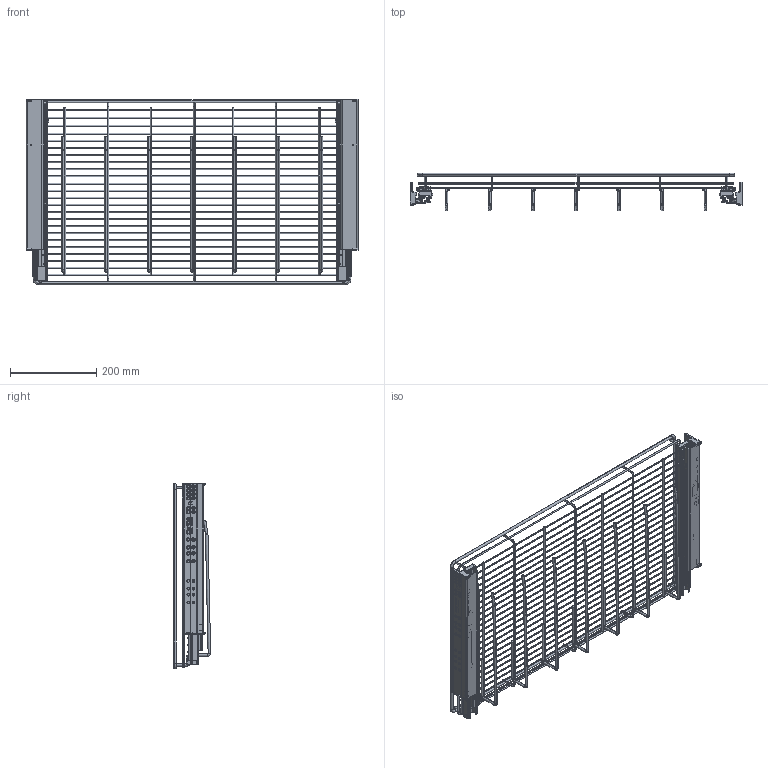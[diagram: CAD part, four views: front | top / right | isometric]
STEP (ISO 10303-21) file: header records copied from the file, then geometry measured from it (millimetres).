
FILE_DESCRIPTION (( 'STEP AP203' ), '1' );
FILE_NAME ('LM 838.STEP', '2023-02-23T06:31:51', ( '' ), ( '' ), 'SwSTEP 2.0', 'SolidWorks 2021', '' );
FILE_SCHEMA (( 'CONFIG_CONTROL_DESIGN' ));
Length unit declared in the file: millimetre
Products named in the file (38): 10882_MirrorDefault; MIDDLER_MU30_16_420.stp_MirrorDefault; DAMPER_HOLDER_BACK.stp_MirrorDefault; PULL_DAMPER-50_ASM.stp_MirrorDefault; PULL_HOOK.stp; MIDDLER_MU30_16_420.stp; PULL_DAMPER-50_ASM.stp; PULL_HOOK.stp_MirrorDefault; DAMPER_TUBE_L.stp_MirrorDefault; PULL_RAIL.stp_MirrorDefault; OUTER_MU30_16_420.stp; OUTER_RAIL_BACK_HOOKER.stp_MirrorDefault; PULL_SPRING_HOOKER_2P_F.stp; 11858_Default<As Machined>; DAMPER_TUBE_L.stp; PULL_SPRING_HOOKER_2P_B.stp_MirrorDefault; PULL_RAIL.stp; LM 838; PULL_PIN.stp; OUTER_MU30_16_420.stp_MirrorDefault; PULL_SPRING_HOOKER_2P_B.stp; DAMPER_HOLDER_BACK.stp; PULL_SPRING_HOOKER_2P_F.stp_MirrorDefault; 12490; INNER_MU30_16_400.stp; PULL-SPRING-M_L.stp_MirrorDefault; 10834_MirrorDefault<As Machined>; DAMPER_01_L_ASM.stp_MirrorDefault; INNER_MU30_16_400.stp_MirrorDefault; DRAWER_HIGH_ADJ_BASE.stp; PULL_PIN.stp_MirrorDefault; 10882; OUTER_RAIL_BACK_HOOKER.stp; 12490_MirrorDefault; PULL-SPRING-M_L.stp; 10834_Default<As Machined>; DAMPER_01_L_ASM.stp; DRAWER_HIGH_ADJ_BASE.stp_MirrorDefault
Assembly tree (39 placements, depth 4):
  LM 838
    11858_Default<As Machined>
    10882
    10834_Default<As Machined>
    10882_MirrorDefault
    10834_MirrorDefault<As Machined>
    12490
      PULL_DAMPER-50_ASM.stp
        PULL_RAIL.stp
        PULL_HOOK.stp
        PULL_SPRING_HOOKER_2P_B.stp
        PULL-SPRING-M_L.stp  x2
        PULL_SPRING_HOOKER_2P_F.stp
      DAMPER_01_L_ASM.stp
        DAMPER_TUBE_L.stp
        DAMPER_HOLDER_BACK.stp
      INNER_MU30_16_400.stp
      MIDDLER_MU30_16_420.stp
      OUTER_MU30_16_420.stp
      OUTER_RAIL_BACK_HOOKER.stp
      PULL_PIN.stp
      DRAWER_HIGH_ADJ_BASE.stp
    12490_MirrorDefault
      PULL_DAMPER-50_ASM.stp_MirrorDefault
        PULL_RAIL.stp_MirrorDefault
        PULL_HOOK.stp_MirrorDefault
        PULL_SPRING_HOOKER_2P_B.stp_MirrorDefault
        PULL-SPRING-M_L.stp_MirrorDefault  x2
        PULL_SPRING_HOOKER_2P_F.stp_MirrorDefault
      DAMPER_01_L_ASM.stp_MirrorDefault
        DAMPER_TUBE_L.stp_MirrorDefault
        DAMPER_HOLDER_BACK.stp_MirrorDefault
      INNER_MU30_16_400.stp_MirrorDefault
      MIDDLER_MU30_16_420.stp_MirrorDefault
      OUTER_MU30_16_420.stp_MirrorDefault
      OUTER_RAIL_BACK_HOOKER.stp_MirrorDefault
      PULL_PIN.stp_MirrorDefault
      DRAWER_HIGH_ADJ_BASE.stp_MirrorDefault
Bounding box: 770 x 86.67 x 431 mm (x, y, z)
Volume: 785811.4 mm3; surface area: 854486.7 mm2
Topology: 76 solids, 76 shells, 3688 faces, 9280 edges, 5808 vertices
Faces by surface type: plane 2100, cylinder 910, bspline 322, torus 226, cone 94, sphere 36
Entity records: 118609 total; most frequent: CARTESIAN_POINT 28309, ORIENTED_EDGE 18448, DIRECTION 16822, EDGE_CURVE 9224, VECTOR 6150, LINE 6150, VERTEX_POINT 5800, AXIS2_PLACEMENT_3D 5336
